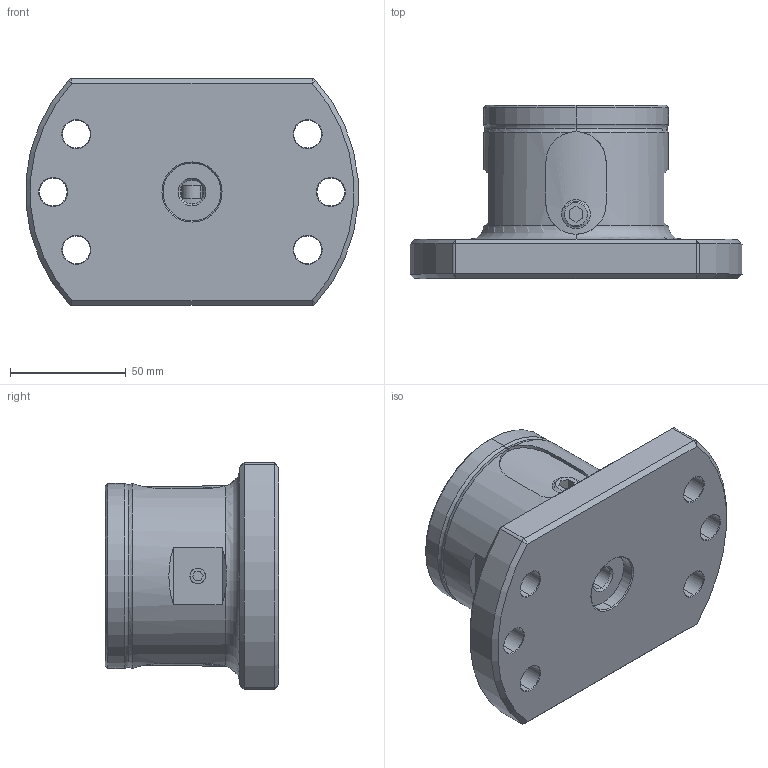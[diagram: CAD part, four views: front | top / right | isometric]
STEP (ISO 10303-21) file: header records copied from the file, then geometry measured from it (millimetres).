
FILE_DESCRIPTION (( 'STEP AP203' ), '1' );
FILE_NAME ('15.250.101.STEP', '2019-11-26T17:15:53', ( '' ), ( '' ), 'SwSTEP 2.0', 'SolidWorks 2019', '' );
FILE_SCHEMA (( 'CONFIG_CONTROL_DESIGN' ));
Length unit declared in the file: millimetre
Products named in the file (7): 15.250.101; LOCKING SCREW_B18.3.6M - M10 x 1.5 x 60 Hex Socket Cone Pt. SS --N; 15.250.101_15.250.101; CLAMP; CLAMP LOCK PIN; M8 SHSS_B18.3.6M - M8 x 1.25 x 10 Hex Socket Cone Pt. SS --N; Saddle Lock
Assembly tree (9 placements, depth 2):
  15.250.101
    15.250.101_15.250.101
    CLAMP  x2
    Saddle Lock
    M8 SHSS_B18.3.6M - M8 x 1.25 x 10 Hex Socket Cone Pt. SS --N  x2
    LOCKING SCREW_B18.3.6M - M10 x 1.5 x 60 Hex Socket Cone Pt. SS --N
    CLAMP LOCK PIN  x2
Bounding box: 143.52 x 75 x 98 mm (x, y, z)
Volume: 447623.9 mm3; surface area: 79927.6 mm2
Topology: 9 solids, 9 shells, 329 faces, 801 edges, 476 vertices
Faces by surface type: plane 118, cylinder 104, cone 85, torus 16, sphere 6
Entity records: 9776 total; most frequent: CARTESIAN_POINT 2327, DIRECTION 1442, ORIENTED_EDGE 1344, EDGE_CURVE 672, AXIS2_PLACEMENT_3D 544, VERTEX_POINT 413, VECTOR 354, LINE 354
